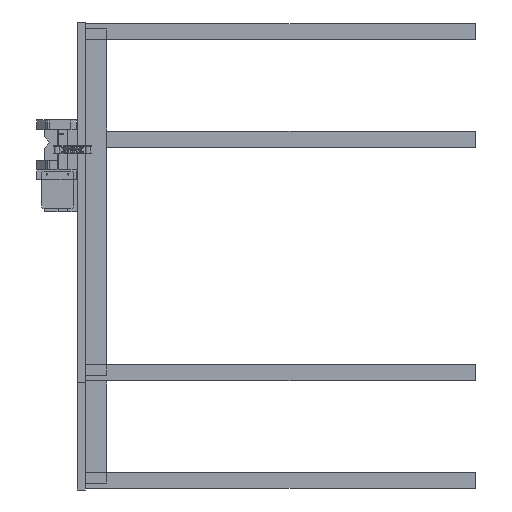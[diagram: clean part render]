
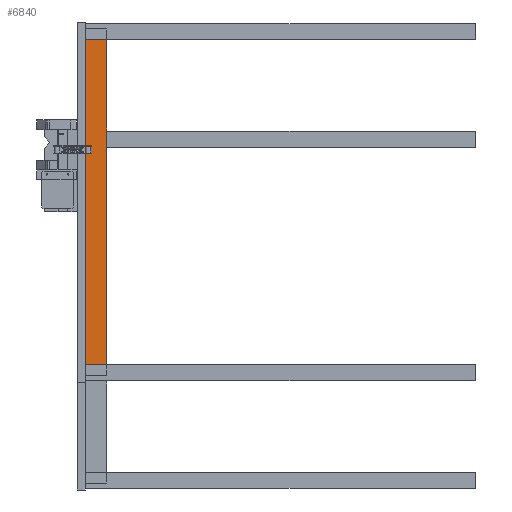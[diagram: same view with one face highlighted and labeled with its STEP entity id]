
A CAD part, left-side view. The second image highlights one B-rep face of the part: STEP entity #6840.
In plain terms, the highlighted planar face has unit normal (-1, 0, 0).
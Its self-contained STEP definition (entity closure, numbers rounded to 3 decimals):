
#3 = CARTESIAN_POINT ( 'NONE',  ( -537., 0., -302. ) ) ;
#10 = CARTESIAN_POINT ( 'NONE',  ( -537., 0., 500000. ) ) ;
#672 = EDGE_CURVE ( 'NONE', #2566, #4573, #8706, .T. ) ;
#715 = DIRECTION ( 'NONE',  ( 0., 0., -1. ) ) ;
#1153 = AXIS2_PLACEMENT_3D ( 'NONE', #10, #1401, #715 ) ;
#1401 = DIRECTION ( 'NONE',  ( 1., 0., 0. ) ) ;
#1456 = CARTESIAN_POINT ( 'NONE',  ( -537., -40., 302. ) ) ;
#1511 = EDGE_LOOP ( 'NONE', ( #7549, #7511, #5951, #4419 ) ) ;
#2337 = LINE ( 'NONE', #4169, #7442 ) ;
#2566 = VERTEX_POINT ( 'NONE', #7226 ) ;
#3380 = EDGE_CURVE ( 'NONE', #4086, #4573, #2337, .T. ) ;
#3612 = DIRECTION ( 'NONE',  ( 0., -1., 0. ) ) ;
#3913 = VECTOR ( 'NONE', #3612, 1000. ) ;
#4086 = VERTEX_POINT ( 'NONE', #1456 ) ;
#4141 = DIRECTION ( 'NONE',  ( 0., 0., -1. ) ) ;
#4169 = CARTESIAN_POINT ( 'NONE',  ( -537., -40., 500000. ) ) ;
#4313 = EDGE_CURVE ( 'NONE', #6578, #2566, #5969, .T. ) ;
#4419 = ORIENTED_EDGE ( 'NONE', *, *, #672, .T. ) ;
#4566 = CARTESIAN_POINT ( 'NONE',  ( -537., 0., 302. ) ) ;
#4573 = VERTEX_POINT ( 'NONE', #5065 ) ;
#4857 = VECTOR ( 'NONE', #5559, 1000. ) ;
#5065 = CARTESIAN_POINT ( 'NONE',  ( -537., -40., -302. ) ) ;
#5530 = FACE_OUTER_BOUND ( 'NONE', #1511, .T. ) ;
#5532 = LINE ( 'NONE', #7058, #4857 ) ;
#5559 = DIRECTION ( 'NONE',  ( 0., 1., 0. ) ) ;
#5736 = PLANE ( 'NONE',  #1153 ) ;
#5951 = ORIENTED_EDGE ( 'NONE', *, *, #4313, .T. ) ;
#5969 = LINE ( 'NONE', #6253, #8487 ) ;
#6253 = CARTESIAN_POINT ( 'NONE',  ( -537., 0., 500000. ) ) ;
#6578 = VERTEX_POINT ( 'NONE', #4566 ) ;
#6840 = ADVANCED_FACE ( 'NONE', ( #5530 ), #5736, .F. ) ;
#6979 = DIRECTION ( 'NONE',  ( 0., 0., -1. ) ) ;
#7058 = CARTESIAN_POINT ( 'NONE',  ( -537., 0., 302. ) ) ;
#7226 = CARTESIAN_POINT ( 'NONE',  ( -537., 0., -302. ) ) ;
#7355 = EDGE_CURVE ( 'NONE', #4086, #6578, #5532, .T. ) ;
#7442 = VECTOR ( 'NONE', #4141, 1000. ) ;
#7511 = ORIENTED_EDGE ( 'NONE', *, *, #7355, .T. ) ;
#7549 = ORIENTED_EDGE ( 'NONE', *, *, #3380, .F. ) ;
#8487 = VECTOR ( 'NONE', #6979, 1000. ) ;
#8706 = LINE ( 'NONE', #3, #3913 ) ;
